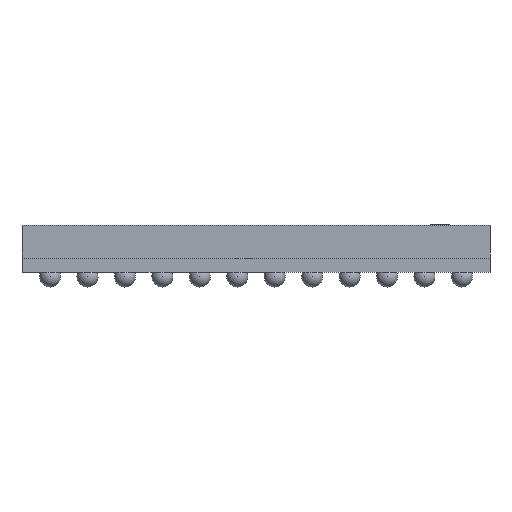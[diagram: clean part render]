
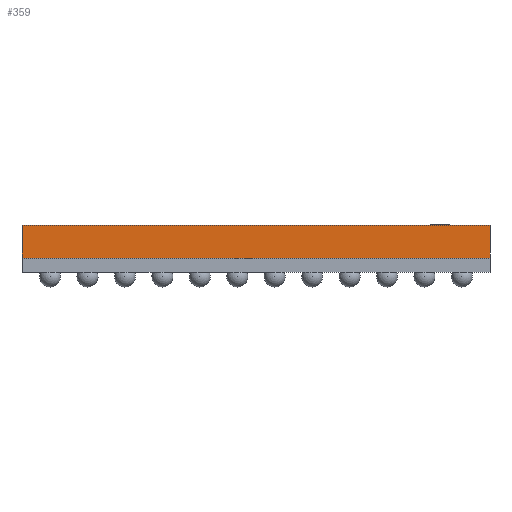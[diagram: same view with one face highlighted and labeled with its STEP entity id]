
A CAD part, left-side view. The second image highlights one B-rep face of the part: STEP entity #359.
In plain terms, the highlighted planar face has unit normal (-1, 0, 0).
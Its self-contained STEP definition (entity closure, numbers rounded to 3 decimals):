
#359 = ADVANCED_FACE ( 'NONE', ( #16904 ), #2432, .F. ) ;
#2432 = PLANE ( 'NONE',  #15595 ) ;
#3346 = EDGE_LOOP ( 'NONE', ( #20188, #16875, #19395, #18965 ) ) ;
#4696 = VERTEX_POINT ( 'NONE', #9450 ) ;
#4761 = VECTOR ( 'NONE', #19477, 1000. ) ;
#5316 = EDGE_CURVE ( 'NONE', #4696, #10634, #21456, .T. ) ;
#6924 = DIRECTION ( 'NONE',  ( 0., 0., -1. ) ) ;
#6940 = CARTESIAN_POINT ( 'NONE',  ( -5., 5., 0. ) ) ;
#9082 = DIRECTION ( 'NONE',  ( 1., 0., 0. ) ) ;
#9129 = CARTESIAN_POINT ( 'NONE',  ( -5., 5., 0.7 ) ) ;
#9450 = CARTESIAN_POINT ( 'NONE',  ( -5., -5., 0.7 ) ) ;
#10634 = VERTEX_POINT ( 'NONE', #21715 ) ;
#10855 = DIRECTION ( 'NONE',  ( 0., 1., 0. ) ) ;
#11222 = DIRECTION ( 'NONE',  ( 0., 0., -1. ) ) ;
#12964 = VECTOR ( 'NONE', #6924, 1000. ) ;
#13912 = EDGE_CURVE ( 'NONE', #26565, #21099, #25837, .T. ) ;
#14018 = CARTESIAN_POINT ( 'NONE',  ( -5., 5., 0.7 ) ) ;
#15261 = CARTESIAN_POINT ( 'NONE',  ( -5., 5., 0.7 ) ) ;
#15595 = AXIS2_PLACEMENT_3D ( 'NONE', #15261, #9082, #10855 ) ;
#16875 = ORIENTED_EDGE ( 'NONE', *, *, #5316, .F. ) ;
#16904 = FACE_OUTER_BOUND ( 'NONE', #3346, .T. ) ;
#17681 = CARTESIAN_POINT ( 'NONE',  ( -5., 5., 0.7 ) ) ;
#18965 = ORIENTED_EDGE ( 'NONE', *, *, #13912, .T. ) ;
#19395 = ORIENTED_EDGE ( 'NONE', *, *, #23530, .F. ) ;
#19477 = DIRECTION ( 'NONE',  ( 0., -1., 0. ) ) ;
#20188 = ORIENTED_EDGE ( 'NONE', *, *, #23464, .T. ) ;
#21099 = VERTEX_POINT ( 'NONE', #22285 ) ;
#21456 = LINE ( 'NONE', #23945, #24030 ) ;
#21715 = CARTESIAN_POINT ( 'NONE',  ( -5., -5., 0. ) ) ;
#22285 = CARTESIAN_POINT ( 'NONE',  ( -5., 5., 0. ) ) ;
#23464 = EDGE_CURVE ( 'NONE', #21099, #10634, #23634, .T. ) ;
#23497 = LINE ( 'NONE', #17681, #25042 ) ;
#23530 = EDGE_CURVE ( 'NONE', #26565, #4696, #23497, .T. ) ;
#23634 = LINE ( 'NONE', #6940, #4761 ) ;
#23773 = DIRECTION ( 'NONE',  ( 0., -1., 0. ) ) ;
#23945 = CARTESIAN_POINT ( 'NONE',  ( -5., -5., 0.7 ) ) ;
#24030 = VECTOR ( 'NONE', #11222, 1000. ) ;
#25042 = VECTOR ( 'NONE', #23773, 1000. ) ;
#25837 = LINE ( 'NONE', #9129, #12964 ) ;
#26565 = VERTEX_POINT ( 'NONE', #14018 ) ;
